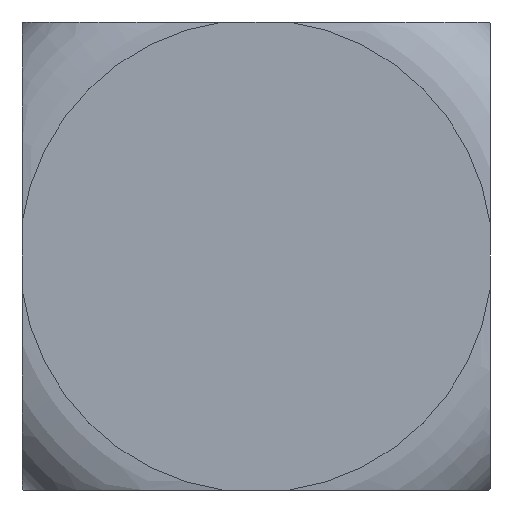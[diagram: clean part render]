
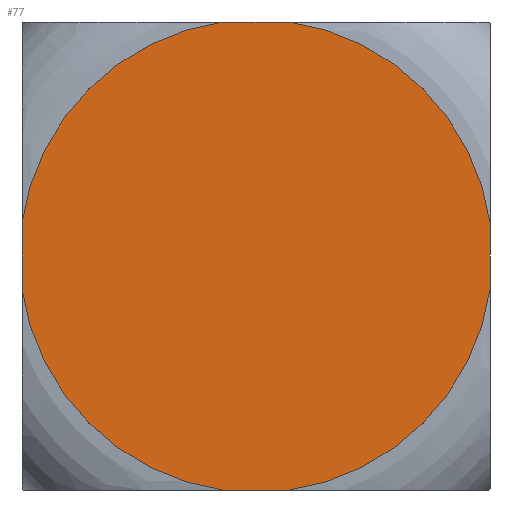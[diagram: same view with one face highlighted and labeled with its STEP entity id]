
A CAD part, left-side view. The second image highlights one B-rep face of the part: STEP entity #77.
In plain terms, the highlighted planar face has unit normal (-1, 0, 0).
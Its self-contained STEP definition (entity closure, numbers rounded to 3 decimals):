
#77 = ADVANCED_FACE( '', ( #157 ), #158, .F. );
#157 = FACE_OUTER_BOUND( '', #238, .T. );
#158 = PLANE( '', #239 );
#238 = EDGE_LOOP( '', ( #391, #392, #393, #394, #395, #396, #397, #398 ) );
#239 = AXIS2_PLACEMENT_3D( '', #399, #400, #401 );
#391 = ORIENTED_EDGE( '', *, *, #466, .F. );
#392 = ORIENTED_EDGE( '', *, *, #478, .F. );
#393 = ORIENTED_EDGE( '', *, *, #483, .F. );
#394 = ORIENTED_EDGE( '', *, *, #519, .F. );
#395 = ORIENTED_EDGE( '', *, *, #490, .F. );
#396 = ORIENTED_EDGE( '', *, *, #473, .F. );
#397 = ORIENTED_EDGE( '', *, *, #520, .F. );
#398 = ORIENTED_EDGE( '', *, *, #521, .F. );
#399 = CARTESIAN_POINT( '', ( 0., 0., 0. ) );
#400 = DIRECTION( '', ( 1., 0., 0. ) );
#401 = DIRECTION( '', ( 0., 0., -1. ) );
#466 = EDGE_CURVE( '', #545, #534, #547, .T. );
#473 = EDGE_CURVE( '', #555, #558, #559, .T. );
#478 = EDGE_CURVE( '', #564, #545, #566, .T. );
#483 = EDGE_CURVE( '', #572, #564, #574, .T. );
#490 = EDGE_CURVE( '', #558, #576, #586, .T. );
#519 = EDGE_CURVE( '', #576, #572, #625, .T. );
#520 = EDGE_CURVE( '', #626, #555, #627, .T. );
#521 = EDGE_CURVE( '', #534, #626, #628, .T. );
#534 = VERTEX_POINT( '', #643 );
#545 = VERTEX_POINT( '', #679 );
#547 = LINE( '', #702, #703 );
#555 = VERTEX_POINT( '', #712 );
#558 = VERTEX_POINT( '', #736 );
#559 = CIRCLE( '', #737, 11.11 );
#564 = VERTEX_POINT( '', #763 );
#566 = CIRCLE( '', #786, 11.11 );
#572 = VERTEX_POINT( '', #794 );
#574 = LINE( '', #817, #818 );
#576 = VERTEX_POINT( '', #820 );
#586 = LINE( '', #855, #856 );
#625 = CIRCLE( '', #899, 11.11 );
#626 = VERTEX_POINT( '', #900 );
#627 = LINE( '', #901, #902 );
#628 = CIRCLE( '', #903, 11.11 );
#643 = CARTESIAN_POINT( '', ( 0., 11., 1.56 ) );
#679 = CARTESIAN_POINT( '', ( 0., 11., -1.56 ) );
#702 = CARTESIAN_POINT( '', ( 0., 11., -11. ) );
#703 = VECTOR( '', #943, 1000. );
#712 = CARTESIAN_POINT( '', ( 0., -1.56, 11. ) );
#736 = CARTESIAN_POINT( '', ( 0., -11., 1.56 ) );
#737 = AXIS2_PLACEMENT_3D( '', #951, #952, #953 );
#763 = CARTESIAN_POINT( '', ( 0., 1.56, -11. ) );
#786 = AXIS2_PLACEMENT_3D( '', #957, #958, #959 );
#794 = CARTESIAN_POINT( '', ( 0., -1.56, -11. ) );
#817 = CARTESIAN_POINT( '', ( 0., -11., -11. ) );
#818 = VECTOR( '', #962, 1000. );
#820 = CARTESIAN_POINT( '', ( 0., -11., -1.56 ) );
#855 = CARTESIAN_POINT( '', ( 0., -11., 11. ) );
#856 = VECTOR( '', #967, 1000. );
#899 = AXIS2_PLACEMENT_3D( '', #1014, #1015, #1016 );
#900 = CARTESIAN_POINT( '', ( 0., 1.56, 11. ) );
#901 = CARTESIAN_POINT( '', ( 0., 11., 11. ) );
#902 = VECTOR( '', #1017, 1000. );
#903 = AXIS2_PLACEMENT_3D( '', #1018, #1019, #1020 );
#943 = DIRECTION( '', ( 0., 0., 1. ) );
#951 = CARTESIAN_POINT( '', ( 0., 0., 0. ) );
#952 = DIRECTION( '', ( 1., 0., 0. ) );
#953 = DIRECTION( '', ( 0., 0., -1. ) );
#957 = CARTESIAN_POINT( '', ( 0., 0., 0. ) );
#958 = DIRECTION( '', ( 1., 0., 0. ) );
#959 = DIRECTION( '', ( 0., 0., -1. ) );
#962 = DIRECTION( '', ( 0., 1., 0. ) );
#967 = DIRECTION( '', ( 0., 0., -1. ) );
#1014 = CARTESIAN_POINT( '', ( 0., 0., 0. ) );
#1015 = DIRECTION( '', ( 1., 0., 0. ) );
#1016 = DIRECTION( '', ( 0., 0., -1. ) );
#1017 = DIRECTION( '', ( 0., -1., 0. ) );
#1018 = CARTESIAN_POINT( '', ( 0., 0., 0. ) );
#1019 = DIRECTION( '', ( 1., 0., 0. ) );
#1020 = DIRECTION( '', ( 0., 0., -1. ) );
